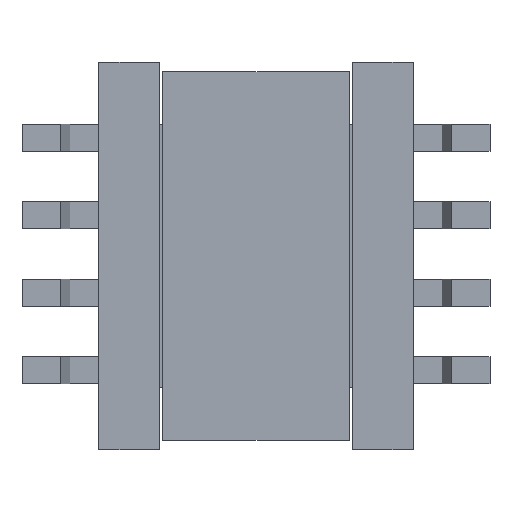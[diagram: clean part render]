
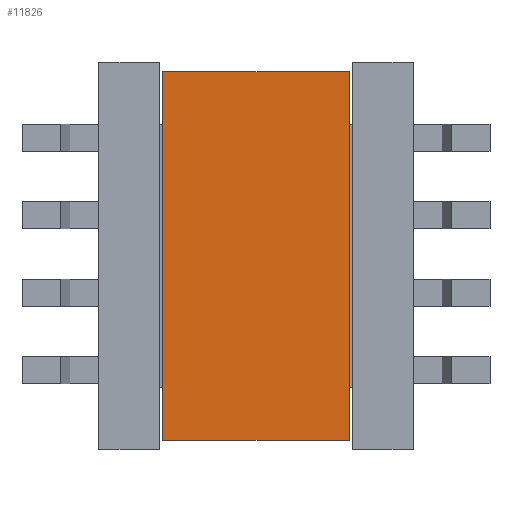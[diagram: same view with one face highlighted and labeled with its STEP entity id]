
A CAD part, front view. The second image highlights one B-rep face of the part: STEP entity #11826.
In plain terms, the highlighted planar face has unit normal (0, -1, 0).
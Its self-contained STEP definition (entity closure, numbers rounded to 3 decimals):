
#329 = LINE ( 'NONE', #11292, #20192 ) ;
#2849 = CARTESIAN_POINT ( 'NONE',  ( -2.4, 0.15, 4.75 ) ) ;
#3106 = DIRECTION ( 'NONE',  ( 0., 0., 1. ) ) ;
#3152 = FACE_OUTER_BOUND ( 'NONE', #18240, .T. ) ;
#3587 = CARTESIAN_POINT ( 'NONE',  ( 2.4, 0.15, 4.75 ) ) ;
#3807 = EDGE_CURVE ( 'NONE', #7368, #21893, #10908, .T. ) ;
#3852 = LINE ( 'NONE', #2849, #13482 ) ;
#3980 = LINE ( 'NONE', #14048, #18723 ) ;
#4720 = ORIENTED_EDGE ( 'NONE', *, *, #9579, .T. ) ;
#4792 = VERTEX_POINT ( 'NONE', #10056 ) ;
#5443 = PLANE ( 'NONE',  #18467 ) ;
#5520 = DIRECTION ( 'NONE',  ( 0., 0., -1. ) ) ;
#6120 = VERTEX_POINT ( 'NONE', #17213 ) ;
#6383 = VECTOR ( 'NONE', #3106, 1000. ) ;
#7368 = VERTEX_POINT ( 'NONE', #9384 ) ;
#8776 = CARTESIAN_POINT ( 'NONE',  ( 2.4, 0.15, 4.75 ) ) ;
#9384 = CARTESIAN_POINT ( 'NONE',  ( 2.4, 0.15, -4.75 ) ) ;
#9579 = EDGE_CURVE ( 'NONE', #4792, #6120, #3852, .T. ) ;
#10056 = CARTESIAN_POINT ( 'NONE',  ( -2.4, 0.15, 4.75 ) ) ;
#10778 = CARTESIAN_POINT ( 'NONE',  ( 2.4, 0.15, 4.75 ) ) ;
#10908 = LINE ( 'NONE', #10778, #6383 ) ;
#11292 = CARTESIAN_POINT ( 'NONE',  ( 2.4, 0.15, -4.75 ) ) ;
#11826 = ADVANCED_FACE ( 'NONE', ( #3152 ), #5443, .T. ) ;
#13216 = DIRECTION ( 'NONE',  ( 1., 0., 0. ) ) ;
#13482 = VECTOR ( 'NONE', #18267, 1000. ) ;
#14048 = CARTESIAN_POINT ( 'NONE',  ( 2.4, 0.15, 4.75 ) ) ;
#14530 = ORIENTED_EDGE ( 'NONE', *, *, #3807, .T. ) ;
#16933 = EDGE_CURVE ( 'NONE', #21893, #4792, #3980, .T. ) ;
#17055 = DIRECTION ( 'NONE',  ( 0., -1., 0. ) ) ;
#17213 = CARTESIAN_POINT ( 'NONE',  ( -2.4, 0.15, -4.75 ) ) ;
#18240 = EDGE_LOOP ( 'NONE', ( #18811, #14530, #22777, #4720 ) ) ;
#18267 = DIRECTION ( 'NONE',  ( 0., 0., -1. ) ) ;
#18467 = AXIS2_PLACEMENT_3D ( 'NONE', #3587, #17055, #5520 ) ;
#18723 = VECTOR ( 'NONE', #23555, 1000. ) ;
#18811 = ORIENTED_EDGE ( 'NONE', *, *, #22471, .T. ) ;
#20192 = VECTOR ( 'NONE', #13216, 1000. ) ;
#21893 = VERTEX_POINT ( 'NONE', #8776 ) ;
#22471 = EDGE_CURVE ( 'NONE', #6120, #7368, #329, .T. ) ;
#22777 = ORIENTED_EDGE ( 'NONE', *, *, #16933, .T. ) ;
#23555 = DIRECTION ( 'NONE',  ( -1., 0., 0. ) ) ;
